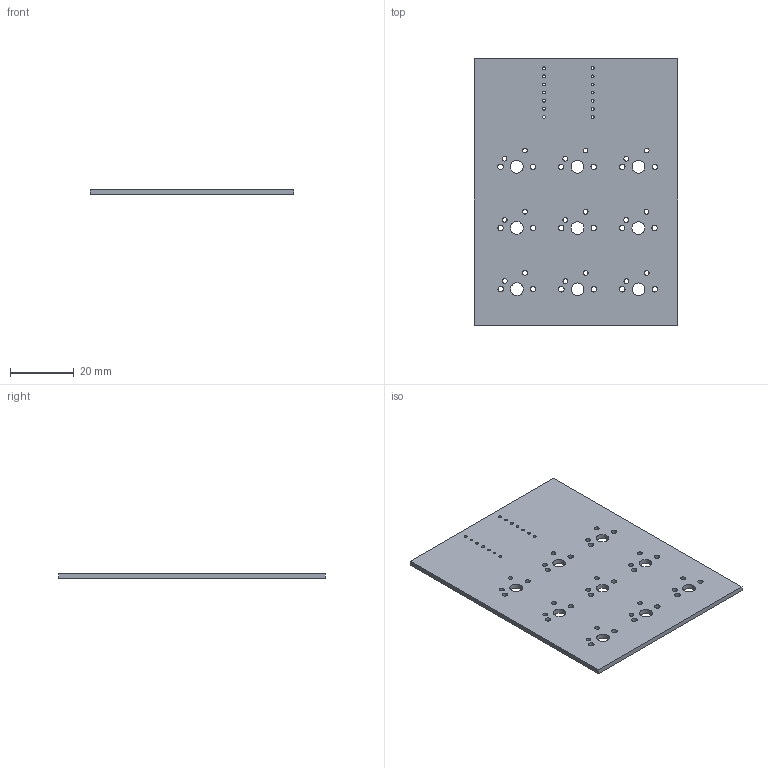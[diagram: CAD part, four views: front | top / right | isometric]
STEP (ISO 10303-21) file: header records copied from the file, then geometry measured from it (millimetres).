
FILE_DESCRIPTION(('KiCad electronic assembly'),'2;1');
FILE_NAME('HACKPAD.step','2025-12-19T09:06:10',('Pcbnew'),('Kicad'), 'Open CASCADE STEP processor 7.9','KiCad to STEP converter','Unknown' );
FILE_SCHEMA(('AUTOMOTIVE_DESIGN { 1 0 10303 214 1 1 1 1 }'));
Length unit declared in the file: millimetre
Products named in the file (2): HACKPAD 1; HACKPAD_PCB
Assembly tree (1 placements, depth 2):
  HACKPAD 1
    HACKPAD_PCB
Bounding box: 63.62 x 83.26 x 1.51 mm (x, y, z)
Volume: 7704.8 mm3; surface area: 11151.7 mm2
Topology: 1 solids, 1 shells, 65 faces, 189 edges, 126 vertices
Faces by surface type: cylinder 59, plane 6
Full cylindrical faces by diameter (mm): 0.889 x14, 1.5 x18, 1.7 x18, 4 x9
Entity records: 2494 total; most frequent: DIRECTION 441, CARTESIAN_POINT 382, ORIENTED_EDGE 378, EDGE_CURVE 189, AXIS2_PLACEMENT_3D 185, FACE_BOUND 183, EDGE_LOOP 183, VERTEX_POINT 126
